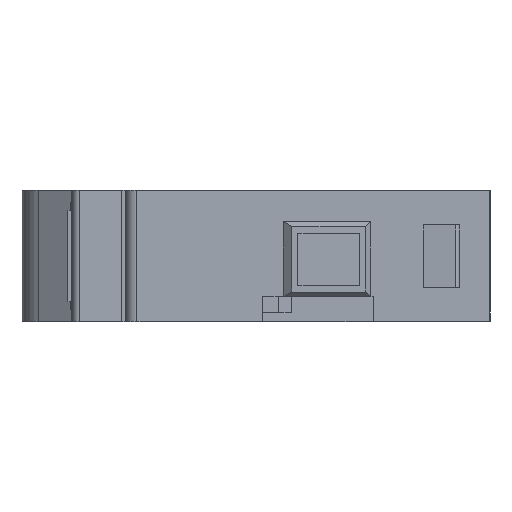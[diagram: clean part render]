
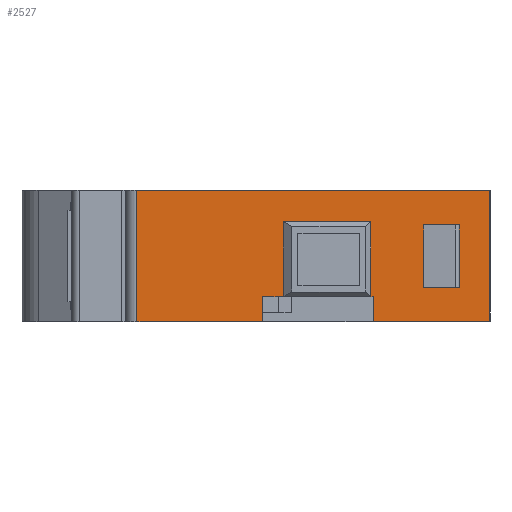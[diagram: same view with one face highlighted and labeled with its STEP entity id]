
A CAD part, left-side view. The second image highlights one B-rep face of the part: STEP entity #2527.
In plain terms, the highlighted planar face has unit normal (-1, 0, 0).
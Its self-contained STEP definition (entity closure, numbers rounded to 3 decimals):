
#93=CARTESIAN_POINT('',(0.,33.2,0.2));
#455=DIRECTION('',(0.,-1.,0.));
#456=VECTOR('',#455,1.351);
#457=CARTESIAN_POINT('',(0.,-7.499,12.844));
#458=LINE('',#457,#456);
#459=DIRECTION('',(0.,0.,-1.));
#460=VECTOR('',#459,7.269);
#461=CARTESIAN_POINT('',(0.,-7.499,12.844));
#462=LINE('',#461,#460);
#463=DIRECTION('',(0.,0.,-1.));
#464=VECTOR('',#463,0.826);
#465=CARTESIAN_POINT('',(0.,-4.64,5.576));
#466=LINE('',#465,#464);
#467=DIRECTION('',(0.,1.,0.));
#468=VECTOR('',#467,4.21);
#469=CARTESIAN_POINT('',(0.,-8.85,4.75));
#470=LINE('',#469,#468);
#471=DIRECTION('',(0.,0.,-1.));
#472=VECTOR('',#471,8.094);
#473=CARTESIAN_POINT('',(0.,-8.85,12.844));
#474=LINE('',#473,#472);
#475=DIRECTION('',(0.,0.,1.));
#476=VECTOR('',#475,9.779);
#477=CARTESIAN_POINT('',(0.,2.68,3.5));
#478=LINE('',#477,#476);
#479=DIRECTION('',(0.,1.,0.));
#480=VECTOR('',#479,11.445);
#481=CARTESIAN_POINT('',(0.,2.68,13.279));
#482=LINE('',#481,#480);
#483=DIRECTION('',(0.,0.,-1.));
#484=VECTOR('',#483,9.779);
#485=CARTESIAN_POINT('',(0.,14.125,13.279));
#486=LINE('',#485,#484);
#487=DIRECTION('',(0.,1.,0.));
#488=VECTOR('',#487,2.675);
#489=CARTESIAN_POINT('',(0.,14.125,3.5));
#490=LINE('',#489,#488);
#491=DIRECTION('',(0.,0.,1.));
#492=VECTOR('',#491,3.3);
#493=CARTESIAN_POINT('',(0.,16.8,0.2));
#494=LINE('',#493,#492);
#495=DIRECTION('',(0.,1.,0.));
#496=VECTOR('',#495,16.4);
#497=CARTESIAN_POINT('',(0.,16.8,0.2));
#498=LINE('',#497,#496);
#499=DIRECTION('',(0.,-1.,0.));
#500=VECTOR('',#499,46.05);
#501=CARTESIAN_POINT('',(0.,33.2,17.35));
#502=LINE('',#501,#500);
#503=DIRECTION('',(0.,0.,1.));
#504=VECTOR('',#503,17.15);
#505=CARTESIAN_POINT('',(0.,-12.85,0.2));
#506=LINE('',#505,#504);
#507=DIRECTION('',(0.,1.,0.));
#508=VECTOR('',#507,15.25);
#509=CARTESIAN_POINT('',(0.,-12.85,0.2));
#510=LINE('',#509,#508);
#511=DIRECTION('',(0.,0.,1.));
#512=VECTOR('',#511,3.3);
#513=CARTESIAN_POINT('',(0.,2.4,0.2));
#514=LINE('',#513,#512);
#515=DIRECTION('',(0.,1.,0.));
#516=VECTOR('',#515,0.28);
#517=CARTESIAN_POINT('',(0.,2.4,3.5));
#518=LINE('',#517,#516);
#547=DIRECTION('',(0.,1.,0.));
#548=VECTOR('',#547,2.86);
#549=CARTESIAN_POINT('',(0.,-7.499,5.576));
#550=LINE('',#549,#548);
#705=DIRECTION('',(0.,0.,1.));
#706=VECTOR('',#705,17.15);
#707=CARTESIAN_POINT('',(0.,33.2,0.2));
#708=LINE('',#707,#706);
#763=CARTESIAN_POINT('',(0.,33.2,17.35));
#1458=VERTEX_POINT('',#93);
#1519=VERTEX_POINT('',#763);
#1545=CARTESIAN_POINT('',(0.,-12.85,0.2));
#1546=CARTESIAN_POINT('',(0.,-12.85,17.35));
#1547=VERTEX_POINT('',#1545);
#1548=VERTEX_POINT('',#1546);
#1701=CARTESIAN_POINT('',(0.,-4.64,4.75));
#1702=VERTEX_POINT('',#1701);
#1703=CARTESIAN_POINT('',(0.,-8.85,4.75));
#1704=VERTEX_POINT('',#1703);
#1705=CARTESIAN_POINT('',(0.,-8.85,12.844));
#1706=VERTEX_POINT('',#1705);
#1708=CARTESIAN_POINT('',(0.,-7.499,5.576));
#1710=VERTEX_POINT('',#1708);
#1717=CARTESIAN_POINT('',(0.,-4.64,5.576));
#1718=VERTEX_POINT('',#1717);
#1721=CARTESIAN_POINT('',(0.,-7.499,12.844));
#1722=VERTEX_POINT('',#1721);
#1727=CARTESIAN_POINT('',(0.,16.8,0.2));
#1728=VERTEX_POINT('',#1727);
#1729=CARTESIAN_POINT('',(0.,2.4,0.2));
#1730=VERTEX_POINT('',#1729);
#1731=CARTESIAN_POINT('',(0.,16.8,3.5));
#1732=VERTEX_POINT('',#1731);
#1733=CARTESIAN_POINT('',(0.,2.4,3.5));
#1734=VERTEX_POINT('',#1733);
#1787=CARTESIAN_POINT('',(0.,2.68,3.5));
#1788=CARTESIAN_POINT('',(0.,2.68,13.279));
#1789=VERTEX_POINT('',#1787);
#1790=VERTEX_POINT('',#1788);
#1795=CARTESIAN_POINT('',(0.,14.125,13.279));
#1796=VERTEX_POINT('',#1795);
#1801=CARTESIAN_POINT('',(0.,14.125,3.5));
#1802=VERTEX_POINT('',#1801);
#2485=CARTESIAN_POINT('',(0.,-12.85,0.2));
#2486=DIRECTION('',(-1.,0.,0.));
#2487=DIRECTION('',(0.,1.,0.));
#2488=AXIS2_PLACEMENT_3D('',#2485,#2486,#2487);
#2489=PLANE('',#2488);
#2491=ORIENTED_EDGE('',*,*,#2490,.T.);
#2493=ORIENTED_EDGE('',*,*,#2492,.T.);
#2495=ORIENTED_EDGE('',*,*,#2494,.T.);
#2497=ORIENTED_EDGE('',*,*,#2496,.T.);
#2498=ORIENTED_EDGE('',*,*,#2477,.F.);
#2499=ORIENTED_EDGE('',*,*,#1896,.T.);
#2501=ORIENTED_EDGE('',*,*,#2500,.T.);
#2503=ORIENTED_EDGE('',*,*,#2502,.T.);
#2505=ORIENTED_EDGE('',*,*,#2504,.F.);
#2506=ORIENTED_EDGE('',*,*,#1904,.T.);
#2508=ORIENTED_EDGE('',*,*,#2507,.T.);
#2510=ORIENTED_EDGE('',*,*,#2509,.T.);
#2511=EDGE_LOOP('',(#2491,#2493,#2495,#2497,#2498,#2499,#2501,#2503,#2505,#2506,
#2508,#2510));
#2512=FACE_OUTER_BOUND('',#2511,.F.);
#2514=ORIENTED_EDGE('',*,*,#2513,.F.);
#2516=ORIENTED_EDGE('',*,*,#2515,.T.);
#2518=ORIENTED_EDGE('',*,*,#2517,.T.);
#2520=ORIENTED_EDGE('',*,*,#2519,.T.);
#2522=ORIENTED_EDGE('',*,*,#2521,.F.);
#2524=ORIENTED_EDGE('',*,*,#2523,.F.);
#2525=EDGE_LOOP('',(#2514,#2516,#2518,#2520,#2522,#2524));
#2526=FACE_BOUND('',#2525,.F.);
#2527=ADVANCED_FACE('',(#2512,#2526),#2489,.T.);
#1896=EDGE_CURVE('',#1728,#1458,#498,.T.);
#1904=EDGE_CURVE('',#1547,#1730,#510,.T.);
#2477=EDGE_CURVE('',#1728,#1732,#494,.T.);
#2490=EDGE_CURVE('',#1789,#1790,#478,.T.);
#2492=EDGE_CURVE('',#1790,#1796,#482,.T.);
#2494=EDGE_CURVE('',#1796,#1802,#486,.T.);
#2496=EDGE_CURVE('',#1802,#1732,#490,.T.);
#2500=EDGE_CURVE('',#1458,#1519,#708,.T.);
#2502=EDGE_CURVE('',#1519,#1548,#502,.T.);
#2504=EDGE_CURVE('',#1547,#1548,#506,.T.);
#2507=EDGE_CURVE('',#1730,#1734,#514,.T.);
#2509=EDGE_CURVE('',#1734,#1789,#518,.T.);
#2513=EDGE_CURVE('',#1722,#1706,#458,.T.);
#2515=EDGE_CURVE('',#1722,#1710,#462,.T.);
#2517=EDGE_CURVE('',#1710,#1718,#550,.T.);
#2519=EDGE_CURVE('',#1718,#1702,#466,.T.);
#2521=EDGE_CURVE('',#1704,#1702,#470,.T.);
#2523=EDGE_CURVE('',#1706,#1704,#474,.T.);
